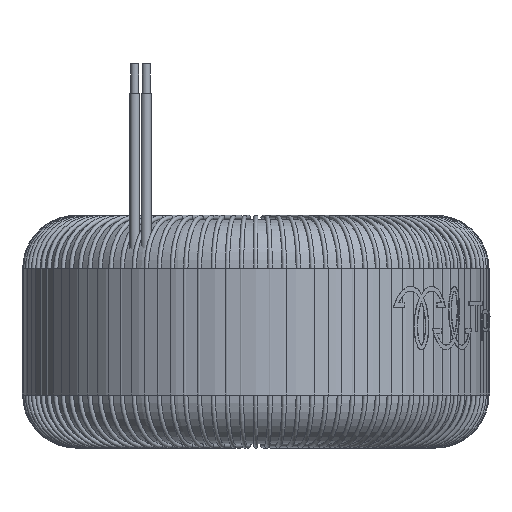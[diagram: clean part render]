
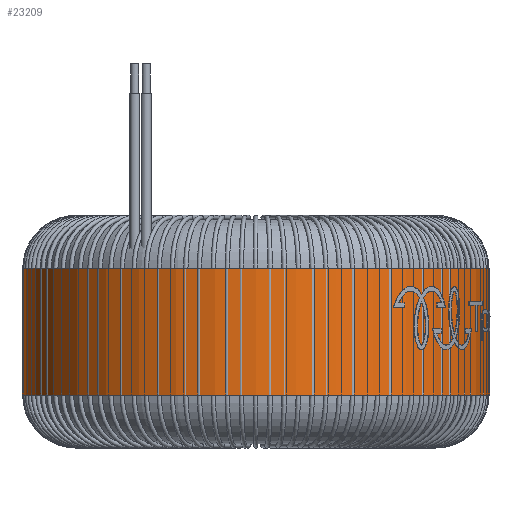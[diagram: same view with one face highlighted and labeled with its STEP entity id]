
A CAD part, left-side view. The second image highlights one B-rep face of the part: STEP entity #23209.
In plain terms, the highlighted cylindrical face has radius 24.01 mm (diameter 48.02 mm), a full revolution.
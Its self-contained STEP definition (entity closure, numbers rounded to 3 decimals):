
#2078=LINE('',#46142,#3018);
#3018=VECTOR('',#34093,24.);
#3468=CYLINDRICAL_SURFACE('',#26621,24.01);
#4711=FACE_OUTER_BOUND('',#5984,.T.);
#5984=EDGE_LOOP('',(#21504,#21505,#21506,#21507));
#8223=CIRCLE('',#26622,24.01);
#8224=CIRCLE('',#26623,24.01);
#10645=VERTEX_POINT('',#46139);
#10646=VERTEX_POINT('',#46141);
#14268=EDGE_CURVE('',#10645,#10645,#8223,.T.);
#14269=EDGE_CURVE('',#10645,#10646,#2078,.T.);
#14270=EDGE_CURVE('',#10646,#10646,#8224,.T.);
#21504=ORIENTED_EDGE('',*,*,#14268,.F.);
#21505=ORIENTED_EDGE('',*,*,#14269,.T.);
#21506=ORIENTED_EDGE('',*,*,#14270,.T.);
#21507=ORIENTED_EDGE('',*,*,#14269,.F.);
#23209=ADVANCED_FACE('',(#4711),#3468,.T.);
#26621=AXIS2_PLACEMENT_3D('',#46138,#34089,#34090);
#26622=AXIS2_PLACEMENT_3D('',#46140,#34091,#34092);
#26623=AXIS2_PLACEMENT_3D('',#46143,#34094,#34095);
#34089=DIRECTION('center_axis',(0.,0.,1.));
#34090=DIRECTION('ref_axis',(1.,0.,0.));
#34091=DIRECTION('center_axis',(0.,0.,1.));
#34092=DIRECTION('ref_axis',(1.,0.,0.));
#34093=DIRECTION('',(0.,0.,-1.));
#34094=DIRECTION('center_axis',(0.,0.,1.));
#34095=DIRECTION('ref_axis',(1.,0.,0.));
#46138=CARTESIAN_POINT('Origin',(0.,0.,5.));
#46139=CARTESIAN_POINT('',(-24.01,0.,18.));
#46140=CARTESIAN_POINT('Origin',(0.,0.,18.));
#46141=CARTESIAN_POINT('',(-24.01,0.,5.));
#46142=CARTESIAN_POINT('',(-24.01,0.,5.));
#46143=CARTESIAN_POINT('Origin',(0.,0.,5.));
